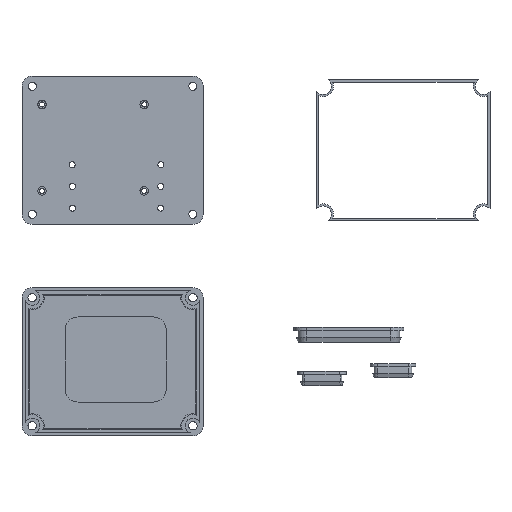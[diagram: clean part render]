
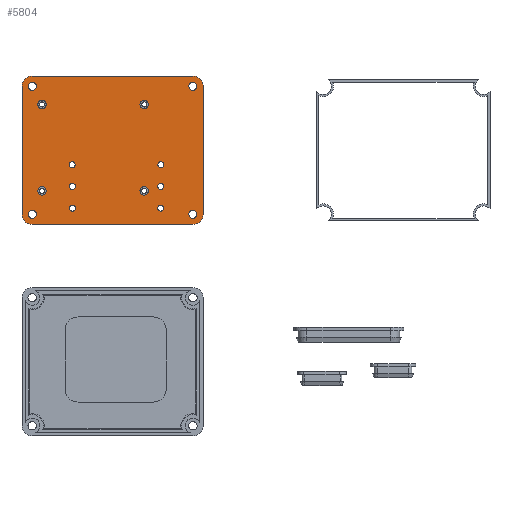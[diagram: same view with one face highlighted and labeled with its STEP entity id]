
A CAD part, front view. The second image highlights one B-rep face of the part: STEP entity #5804.
In plain terms, the highlighted planar face has unit normal (0, -1, 0).
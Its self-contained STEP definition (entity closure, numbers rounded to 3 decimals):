
#194=FACE_BOUND('',#934,.T.);
#195=FACE_BOUND('',#935,.T.);
#196=FACE_BOUND('',#936,.T.);
#197=FACE_BOUND('',#937,.T.);
#198=FACE_BOUND('',#938,.T.);
#199=FACE_BOUND('',#939,.T.);
#200=FACE_BOUND('',#940,.T.);
#201=FACE_BOUND('',#941,.T.);
#202=FACE_BOUND('',#942,.T.);
#203=FACE_BOUND('',#943,.T.);
#204=FACE_BOUND('',#944,.T.);
#205=FACE_BOUND('',#945,.T.);
#206=FACE_BOUND('',#946,.T.);
#207=FACE_BOUND('',#947,.T.);
#286=PLANE('',#6301);
#526=FACE_OUTER_BOUND('',#933,.T.);
#933=EDGE_LOOP('',(#4426,#4427,#4428,#4429,#4430,#4431,#4432,#4433));
#934=EDGE_LOOP('',(#4434));
#935=EDGE_LOOP('',(#4435));
#936=EDGE_LOOP('',(#4436));
#937=EDGE_LOOP('',(#4437));
#938=EDGE_LOOP('',(#4438));
#939=EDGE_LOOP('',(#4439));
#940=EDGE_LOOP('',(#4440));
#941=EDGE_LOOP('',(#4441));
#942=EDGE_LOOP('',(#4442));
#943=EDGE_LOOP('',(#4443));
#944=EDGE_LOOP('',(#4444));
#945=EDGE_LOOP('',(#4445));
#946=EDGE_LOOP('',(#4446));
#947=EDGE_LOOP('',(#4447));
#1339=LINE('',#9197,#1845);
#1340=LINE('',#9201,#1846);
#1341=LINE('',#9205,#1847);
#1342=LINE('',#9208,#1848);
#1845=VECTOR('',#7355,10.);
#1846=VECTOR('',#7358,10.);
#1847=VECTOR('',#7361,10.);
#1848=VECTOR('',#7364,10.);
#2309=CIRCLE('',#6232,2.4);
#2312=CIRCLE('',#6237,2.4);
#2315=CIRCLE('',#6242,2.4);
#2318=CIRCLE('',#6247,2.4);
#2346=CIRCLE('',#6290,1.7);
#2347=CIRCLE('',#6292,1.7);
#2348=CIRCLE('',#6294,1.7);
#2349=CIRCLE('',#6296,1.7);
#2350=CIRCLE('',#6298,1.7);
#2351=CIRCLE('',#6300,1.7);
#2352=CIRCLE('',#6302,5.8);
#2353=CIRCLE('',#6303,5.8);
#2354=CIRCLE('',#6304,5.8);
#2355=CIRCLE('',#6305,5.8);
#2356=CIRCLE('',#6306,2.3);
#2357=CIRCLE('',#6307,2.3);
#2358=CIRCLE('',#6308,2.3);
#2359=CIRCLE('',#6309,2.3);
#2661=VERTEX_POINT('',#9075);
#2664=VERTEX_POINT('',#9083);
#2667=VERTEX_POINT('',#9091);
#2670=VERTEX_POINT('',#9099);
#2700=VERTEX_POINT('',#9175);
#2701=VERTEX_POINT('',#9178);
#2702=VERTEX_POINT('',#9181);
#2703=VERTEX_POINT('',#9184);
#2704=VERTEX_POINT('',#9187);
#2705=VERTEX_POINT('',#9190);
#2706=VERTEX_POINT('',#9193);
#2707=VERTEX_POINT('',#9194);
#2708=VERTEX_POINT('',#9196);
#2709=VERTEX_POINT('',#9198);
#2710=VERTEX_POINT('',#9200);
#2711=VERTEX_POINT('',#9202);
#2712=VERTEX_POINT('',#9204);
#2713=VERTEX_POINT('',#9206);
#2714=VERTEX_POINT('',#9209);
#2715=VERTEX_POINT('',#9211);
#2716=VERTEX_POINT('',#9213);
#2717=VERTEX_POINT('',#9215);
#3294=EDGE_CURVE('',#2661,#2661,#2309,.T.);
#3297=EDGE_CURVE('',#2664,#2664,#2312,.T.);
#3300=EDGE_CURVE('',#2667,#2667,#2315,.T.);
#3303=EDGE_CURVE('',#2670,#2670,#2318,.T.);
#3334=EDGE_CURVE('',#2700,#2700,#2346,.T.);
#3335=EDGE_CURVE('',#2701,#2701,#2347,.T.);
#3336=EDGE_CURVE('',#2702,#2702,#2348,.T.);
#3337=EDGE_CURVE('',#2703,#2703,#2349,.T.);
#3338=EDGE_CURVE('',#2704,#2704,#2350,.T.);
#3339=EDGE_CURVE('',#2705,#2705,#2351,.T.);
#3340=EDGE_CURVE('',#2706,#2707,#2352,.T.);
#3341=EDGE_CURVE('',#2707,#2708,#1339,.T.);
#3342=EDGE_CURVE('',#2708,#2709,#2353,.T.);
#3343=EDGE_CURVE('',#2709,#2710,#1340,.T.);
#3344=EDGE_CURVE('',#2710,#2711,#2354,.T.);
#3345=EDGE_CURVE('',#2711,#2712,#1341,.T.);
#3346=EDGE_CURVE('',#2712,#2713,#2355,.T.);
#3347=EDGE_CURVE('',#2713,#2706,#1342,.T.);
#3348=EDGE_CURVE('',#2714,#2714,#2356,.T.);
#3349=EDGE_CURVE('',#2715,#2715,#2357,.T.);
#3350=EDGE_CURVE('',#2716,#2716,#2358,.T.);
#3351=EDGE_CURVE('',#2717,#2717,#2359,.T.);
#4426=ORIENTED_EDGE('',*,*,#3340,.T.);
#4427=ORIENTED_EDGE('',*,*,#3341,.T.);
#4428=ORIENTED_EDGE('',*,*,#3342,.T.);
#4429=ORIENTED_EDGE('',*,*,#3343,.T.);
#4430=ORIENTED_EDGE('',*,*,#3344,.T.);
#4431=ORIENTED_EDGE('',*,*,#3345,.T.);
#4432=ORIENTED_EDGE('',*,*,#3346,.T.);
#4433=ORIENTED_EDGE('',*,*,#3347,.T.);
#4434=ORIENTED_EDGE('',*,*,#3294,.T.);
#4435=ORIENTED_EDGE('',*,*,#3297,.T.);
#4436=ORIENTED_EDGE('',*,*,#3300,.T.);
#4437=ORIENTED_EDGE('',*,*,#3303,.T.);
#4438=ORIENTED_EDGE('',*,*,#3334,.T.);
#4439=ORIENTED_EDGE('',*,*,#3335,.T.);
#4440=ORIENTED_EDGE('',*,*,#3336,.T.);
#4441=ORIENTED_EDGE('',*,*,#3337,.T.);
#4442=ORIENTED_EDGE('',*,*,#3338,.T.);
#4443=ORIENTED_EDGE('',*,*,#3339,.T.);
#4444=ORIENTED_EDGE('',*,*,#3348,.T.);
#4445=ORIENTED_EDGE('',*,*,#3349,.T.);
#4446=ORIENTED_EDGE('',*,*,#3350,.T.);
#4447=ORIENTED_EDGE('',*,*,#3351,.T.);
#5804=ADVANCED_FACE('',(#526,#194,#195,#196,#197,#198,#199,#200,#201,#202,
#203,#204,#205,#206,#207),#286,.T.);
#6232=AXIS2_PLACEMENT_3D('',#9076,#7210,#7211);
#6237=AXIS2_PLACEMENT_3D('',#9084,#7220,#7221);
#6242=AXIS2_PLACEMENT_3D('',#9092,#7230,#7231);
#6247=AXIS2_PLACEMENT_3D('',#9100,#7240,#7241);
#6290=AXIS2_PLACEMENT_3D('',#9176,#7329,#7330);
#6292=AXIS2_PLACEMENT_3D('',#9179,#7333,#7334);
#6294=AXIS2_PLACEMENT_3D('',#9182,#7337,#7338);
#6296=AXIS2_PLACEMENT_3D('',#9185,#7341,#7342);
#6298=AXIS2_PLACEMENT_3D('',#9188,#7345,#7346);
#6300=AXIS2_PLACEMENT_3D('',#9191,#7349,#7350);
#6301=AXIS2_PLACEMENT_3D('',#9192,#7351,#7352);
#6302=AXIS2_PLACEMENT_3D('',#9195,#7353,#7354);
#6303=AXIS2_PLACEMENT_3D('',#9199,#7356,#7357);
#6304=AXIS2_PLACEMENT_3D('',#9203,#7359,#7360);
#6305=AXIS2_PLACEMENT_3D('',#9207,#7362,#7363);
#6306=AXIS2_PLACEMENT_3D('',#9210,#7365,#7366);
#6307=AXIS2_PLACEMENT_3D('',#9212,#7367,#7368);
#6308=AXIS2_PLACEMENT_3D('',#9214,#7369,#7370);
#6309=AXIS2_PLACEMENT_3D('',#9216,#7371,#7372);
#7210=DIRECTION('center_axis',(0.,1.,0.));
#7211=DIRECTION('ref_axis',(1.,0.,0.));
#7220=DIRECTION('center_axis',(0.,1.,0.));
#7221=DIRECTION('ref_axis',(1.,0.,0.));
#7230=DIRECTION('center_axis',(0.,1.,0.));
#7231=DIRECTION('ref_axis',(1.,0.,0.));
#7240=DIRECTION('center_axis',(0.,1.,0.));
#7241=DIRECTION('ref_axis',(1.,0.,0.));
#7329=DIRECTION('center_axis',(0.,1.,0.));
#7330=DIRECTION('ref_axis',(-1.,0.,0.));
#7333=DIRECTION('center_axis',(0.,1.,0.));
#7334=DIRECTION('ref_axis',(-1.,0.,0.));
#7337=DIRECTION('center_axis',(0.,1.,0.));
#7338=DIRECTION('ref_axis',(-1.,0.,0.));
#7341=DIRECTION('center_axis',(0.,1.,0.));
#7342=DIRECTION('ref_axis',(-1.,0.,0.));
#7345=DIRECTION('center_axis',(0.,1.,0.));
#7346=DIRECTION('ref_axis',(-1.,0.,0.));
#7349=DIRECTION('center_axis',(0.,1.,0.));
#7350=DIRECTION('ref_axis',(-1.,0.,0.));
#7351=DIRECTION('center_axis',(0.,-1.,0.));
#7352=DIRECTION('ref_axis',(1.,0.,0.));
#7353=DIRECTION('center_axis',(0.,-1.,0.));
#7354=DIRECTION('ref_axis',(1.,0.,0.));
#7355=DIRECTION('',(-1.,0.,0.));
#7356=DIRECTION('center_axis',(0.,-1.,0.));
#7357=DIRECTION('ref_axis',(1.,0.,0.));
#7358=DIRECTION('',(0.,0.,-1.));
#7359=DIRECTION('center_axis',(0.,-1.,0.));
#7360=DIRECTION('ref_axis',(1.,0.,0.));
#7361=DIRECTION('',(1.,0.,0.));
#7362=DIRECTION('center_axis',(0.,-1.,0.));
#7363=DIRECTION('ref_axis',(1.,0.,0.));
#7364=DIRECTION('',(0.,0.,1.));
#7365=DIRECTION('center_axis',(0.,1.,0.));
#7366=DIRECTION('ref_axis',(1.,0.,0.));
#7367=DIRECTION('center_axis',(0.,1.,0.));
#7368=DIRECTION('ref_axis',(1.,0.,0.));
#7369=DIRECTION('center_axis',(0.,1.,0.));
#7370=DIRECTION('ref_axis',(1.,0.,0.));
#7371=DIRECTION('center_axis',(0.,1.,0.));
#7372=DIRECTION('ref_axis',(1.,0.,0.));
#9075=CARTESIAN_POINT('',(-44.7,-9.75,-24.5));
#9076=CARTESIAN_POINT('Origin',(-42.3,-9.75,-24.5));
#9083=CARTESIAN_POINT('',(13.3,-9.75,-24.5));
#9084=CARTESIAN_POINT('Origin',(15.7,-9.75,-24.5));
#9091=CARTESIAN_POINT('',(-44.7,-9.75,24.5));
#9092=CARTESIAN_POINT('Origin',(-42.3,-9.75,24.5));
#9099=CARTESIAN_POINT('',(13.3,-9.75,24.5));
#9100=CARTESIAN_POINT('Origin',(15.7,-9.75,24.5));
#9175=CARTESIAN_POINT('',(26.7,-9.75,-34.3));
#9176=CARTESIAN_POINT('Origin',(25.,-9.75,-34.3));
#9178=CARTESIAN_POINT('',(26.891,-9.75,-9.701));
#9179=CARTESIAN_POINT('Origin',(25.191,-9.75,-9.701));
#9181=CARTESIAN_POINT('',(26.7,-9.75,-22.));
#9182=CARTESIAN_POINT('Origin',(25.,-9.75,-22.));
#9184=CARTESIAN_POINT('',(-23.3,-9.75,-22.));
#9185=CARTESIAN_POINT('Origin',(-25.,-9.75,-22.));
#9187=CARTESIAN_POINT('',(-23.3,-9.75,-34.3));
#9188=CARTESIAN_POINT('Origin',(-25.,-9.75,-34.3));
#9190=CARTESIAN_POINT('',(-23.491,-9.75,-9.701));
#9191=CARTESIAN_POINT('Origin',(-25.191,-9.75,-9.701));
#9192=CARTESIAN_POINT('Origin',(-2.275,-9.75,-1.475));
#9193=CARTESIAN_POINT('',(49.1,-9.75,35.19));
#9194=CARTESIAN_POINT('',(43.31,-9.75,40.65));
#9195=CARTESIAN_POINT('Origin',(43.31,-9.75,34.85));
#9196=CARTESIAN_POINT('',(-47.85,-9.75,40.65));
#9197=CARTESIAN_POINT('',(-53.65,-9.75,40.65));
#9198=CARTESIAN_POINT('',(-53.65,-9.75,34.85));
#9199=CARTESIAN_POINT('Origin',(-47.85,-9.75,34.85));
#9200=CARTESIAN_POINT('',(-53.65,-9.75,-37.8));
#9201=CARTESIAN_POINT('',(-53.65,-9.75,-43.6));
#9202=CARTESIAN_POINT('',(-47.85,-9.75,-43.6));
#9203=CARTESIAN_POINT('Origin',(-47.85,-9.75,-37.8));
#9204=CARTESIAN_POINT('',(43.31,-9.75,-43.6));
#9205=CARTESIAN_POINT('',(49.1,-9.75,-43.6));
#9206=CARTESIAN_POINT('',(49.1,-9.75,-38.14));
#9207=CARTESIAN_POINT('Origin',(43.31,-9.75,-37.8));
#9208=CARTESIAN_POINT('',(49.1,-9.75,40.65));
#9209=CARTESIAN_POINT('',(-50.15,-9.75,-37.8));
#9210=CARTESIAN_POINT('Origin',(-47.85,-9.75,-37.8));
#9211=CARTESIAN_POINT('',(-50.15,-9.75,34.85));
#9212=CARTESIAN_POINT('Origin',(-47.85,-9.75,34.85));
#9213=CARTESIAN_POINT('',(41.01,-9.75,-37.8));
#9214=CARTESIAN_POINT('Origin',(43.31,-9.75,-37.8));
#9215=CARTESIAN_POINT('',(41.01,-9.75,34.85));
#9216=CARTESIAN_POINT('Origin',(43.31,-9.75,34.85));
